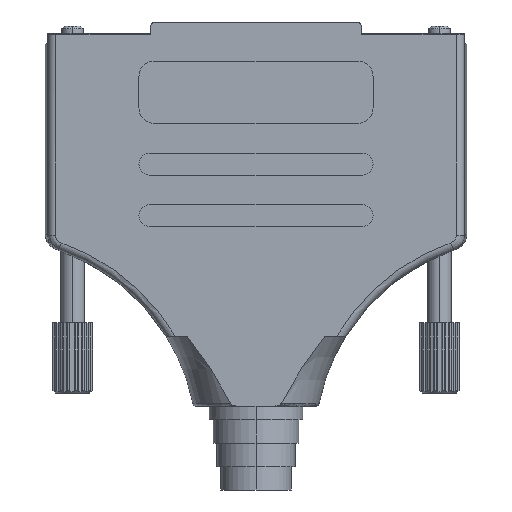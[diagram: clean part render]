
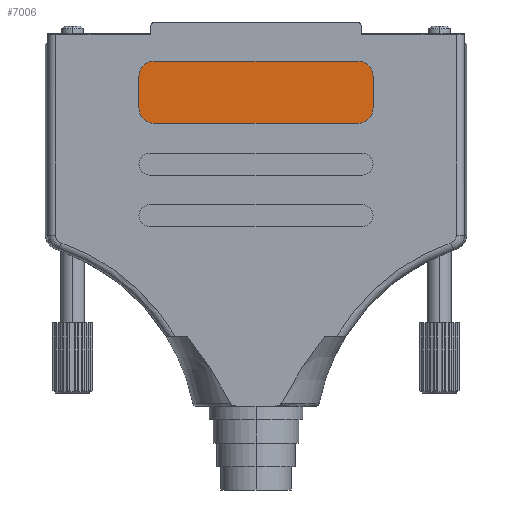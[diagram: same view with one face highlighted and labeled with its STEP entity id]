
A CAD part, front view. The second image highlights one B-rep face of the part: STEP entity #7006.
In plain terms, the highlighted planar face has unit normal (0, -1, 0).
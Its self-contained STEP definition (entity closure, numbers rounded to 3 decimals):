
#320 = EDGE_CURVE ( 'NONE', #6503, #10448, #2768, .T. ) ;
#385 = DIRECTION ( 'NONE',  ( 1., 0., 0. ) ) ;
#607 = ORIENTED_EDGE ( 'NONE', *, *, #16251, .T. ) ;
#939 = ORIENTED_EDGE ( 'NONE', *, *, #23730, .T. ) ;
#1068 = ORIENTED_EDGE ( 'NONE', *, *, #17630, .T. ) ;
#1867 = VERTEX_POINT ( 'NONE', #8535 ) ;
#2169 = CARTESIAN_POINT ( 'NONE',  ( -15., -7.1, -9.8 ) ) ;
#2192 = CARTESIAN_POINT ( 'NONE',  ( -13., -7.1, -11.8 ) ) ;
#2469 = VECTOR ( 'NONE', #2891, 1000. ) ;
#2638 = EDGE_CURVE ( 'NONE', #4085, #13315, #11948, .T. ) ;
#2768 = CIRCLE ( 'NONE', #22642, 2. ) ;
#2869 = DIRECTION ( 'NONE',  ( 0., 1., 0. ) ) ;
#2891 = DIRECTION ( 'NONE',  ( -1., 0., 0. ) ) ;
#3053 = VECTOR ( 'NONE', #19047, 1000. ) ;
#3391 = AXIS2_PLACEMENT_3D ( 'NONE', #11247, #20940, #19115 ) ;
#3844 = CARTESIAN_POINT ( 'NONE',  ( -13., -7.1, -5.8 ) ) ;
#4085 = VERTEX_POINT ( 'NONE', #10999 ) ;
#5202 = CARTESIAN_POINT ( 'NONE',  ( 15., -7.1, -5.8 ) ) ;
#5223 = FACE_OUTER_BOUND ( 'NONE', #17263, .T. ) ;
#6049 = LINE ( 'NONE', #17702, #6410 ) ;
#6410 = VECTOR ( 'NONE', #11763, 1000. ) ;
#6503 = VERTEX_POINT ( 'NONE', #12284 ) ;
#6681 = LINE ( 'NONE', #14579, #2469 ) ;
#6828 = ORIENTED_EDGE ( 'NONE', *, *, #320, .T. ) ;
#7006 = ADVANCED_FACE ( 'NONE', ( #5223 ), #22834, .F. ) ;
#7018 = LINE ( 'NONE', #5202, #3053 ) ;
#7628 = AXIS2_PLACEMENT_3D ( 'NONE', #11895, #11640, #7752 ) ;
#7750 = ORIENTED_EDGE ( 'NONE', *, *, #12709, .T. ) ;
#7752 = DIRECTION ( 'NONE',  ( 0., 0., 1. ) ) ;
#8535 = CARTESIAN_POINT ( 'NONE',  ( 13., -7.1, -3.8 ) ) ;
#9241 = CARTESIAN_POINT ( 'NONE',  ( 13., -7.1, -5.8 ) ) ;
#9282 = ORIENTED_EDGE ( 'NONE', *, *, #23041, .T. ) ;
#10448 = VERTEX_POINT ( 'NONE', #12757 ) ;
#10999 = CARTESIAN_POINT ( 'NONE',  ( -13., -7.1, -11.8 ) ) ;
#11247 = CARTESIAN_POINT ( 'NONE',  ( 13., -7.1, -5.8 ) ) ;
#11640 = DIRECTION ( 'NONE',  ( 0., -1., 0. ) ) ;
#11763 = DIRECTION ( 'NONE',  ( 0., 0., -1. ) ) ;
#11778 = DIRECTION ( 'NONE',  ( 0., -1., 0. ) ) ;
#11873 = EDGE_CURVE ( 'NONE', #1867, #6503, #6681, .T. ) ;
#11895 = CARTESIAN_POINT ( 'NONE',  ( -13., -7.1, -9.8 ) ) ;
#11948 = LINE ( 'NONE', #2192, #20020 ) ;
#12099 = AXIS2_PLACEMENT_3D ( 'NONE', #9241, #2869, #12884 ) ;
#12284 = CARTESIAN_POINT ( 'NONE',  ( -13., -7.1, -3.8 ) ) ;
#12709 = EDGE_CURVE ( 'NONE', #13315, #15810, #23617, .T. ) ;
#12757 = CARTESIAN_POINT ( 'NONE',  ( -15., -7.1, -5.8 ) ) ;
#12884 = DIRECTION ( 'NONE',  ( 0., 0., 1. ) ) ;
#13315 = VERTEX_POINT ( 'NONE', #25304 ) ;
#14309 = CARTESIAN_POINT ( 'NONE',  ( 15., -7.1, -5.8 ) ) ;
#14579 = CARTESIAN_POINT ( 'NONE',  ( -13., -7.1, -3.8 ) ) ;
#14581 = CIRCLE ( 'NONE', #3391, 2. ) ;
#15141 = CARTESIAN_POINT ( 'NONE',  ( 15., -7.1, -9.8 ) ) ;
#15810 = VERTEX_POINT ( 'NONE', #15141 ) ;
#15950 = VERTEX_POINT ( 'NONE', #2169 ) ;
#16251 = EDGE_CURVE ( 'NONE', #20005, #1867, #14581, .T. ) ;
#17263 = EDGE_LOOP ( 'NONE', ( #607, #22951, #6828, #939, #1068, #20952, #7750, #9282 ) ) ;
#17630 = EDGE_CURVE ( 'NONE', #15950, #4085, #21268, .T. ) ;
#17702 = CARTESIAN_POINT ( 'NONE',  ( -15., -7.1, -5.8 ) ) ;
#19047 = DIRECTION ( 'NONE',  ( 0., 0., 1. ) ) ;
#19115 = DIRECTION ( 'NONE',  ( 0., 0., 1. ) ) ;
#19384 = DIRECTION ( 'NONE',  ( 0., 0., -1. ) ) ;
#20005 = VERTEX_POINT ( 'NONE', #14309 ) ;
#20020 = VECTOR ( 'NONE', #385, 1000. ) ;
#20940 = DIRECTION ( 'NONE',  ( 0., -1., 0. ) ) ;
#20952 = ORIENTED_EDGE ( 'NONE', *, *, #2638, .T. ) ;
#21268 = CIRCLE ( 'NONE', #7628, 2. ) ;
#21960 = AXIS2_PLACEMENT_3D ( 'NONE', #23150, #23024, #24834 ) ;
#22642 = AXIS2_PLACEMENT_3D ( 'NONE', #3844, #11778, #19384 ) ;
#22834 = PLANE ( 'NONE',  #12099 ) ;
#22951 = ORIENTED_EDGE ( 'NONE', *, *, #11873, .T. ) ;
#23024 = DIRECTION ( 'NONE',  ( 0., -1., 0. ) ) ;
#23041 = EDGE_CURVE ( 'NONE', #15810, #20005, #7018, .T. ) ;
#23150 = CARTESIAN_POINT ( 'NONE',  ( 13., -7.1, -9.8 ) ) ;
#23617 = CIRCLE ( 'NONE', #21960, 2. ) ;
#23730 = EDGE_CURVE ( 'NONE', #10448, #15950, #6049, .T. ) ;
#24834 = DIRECTION ( 'NONE',  ( 0., 0., 1. ) ) ;
#25304 = CARTESIAN_POINT ( 'NONE',  ( 13., -7.1, -11.8 ) ) ;
